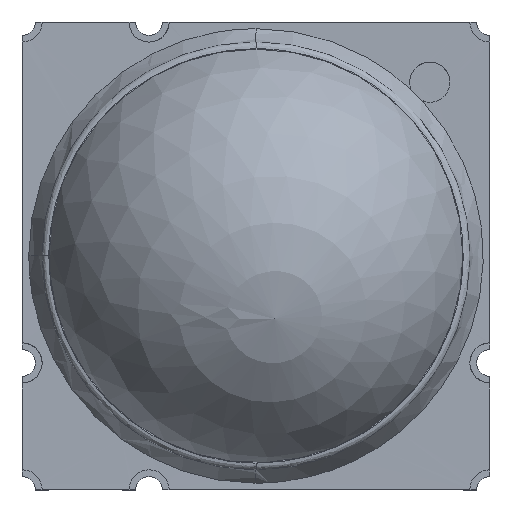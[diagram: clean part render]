
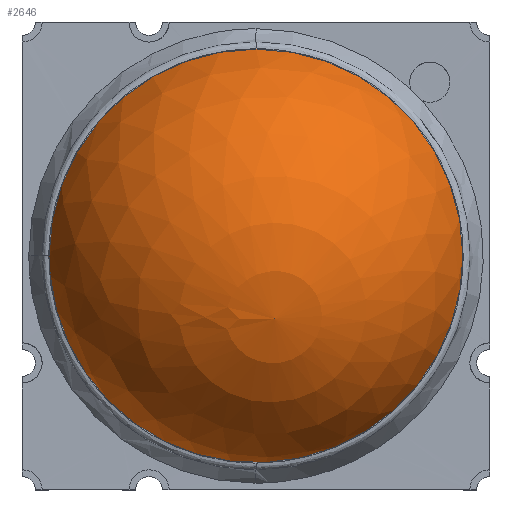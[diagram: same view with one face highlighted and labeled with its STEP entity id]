
A CAD part, top view. The second image highlights one B-rep face of the part: STEP entity #2646.
In plain terms, the highlighted spherical face has radius 3.25 mm.
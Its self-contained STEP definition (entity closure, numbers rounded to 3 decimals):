
#40=DIRECTION ( 'NONE',  ( 0., 0., -1. ) ) ;
#53=EDGE_LOOP ( 'NONE', ( #741, #2251 ) ) ;
#65=DIRECTION ( 'NONE',  ( 1., 0., 0. ) ) ;
#441=EDGE_CURVE ( 'NONE', #1929, #2958, #2950, .T. ) ;
#567=EDGE_CURVE ( 'NONE', #2958, #1929, #2950, .T. ) ;
#708=CARTESIAN_POINT ( 'NONE',  ( -3.092, 0., 1.502 ) ) ;
#741=ORIENTED_EDGE ( 'NONE', *, *, #567, .F. ) ;
#794=DIRECTION ( 'NONE',  ( -0.996, -0.025, 0.081 ) ) ;
#1052=CARTESIAN_POINT ( 'NONE',  ( 0., 0., 1.502 ) ) ;
#1545=CARTESIAN_POINT ( 'NONE',  ( 3.092, 0., 1.502 ) ) ;
#1629=AXIS2_PLACEMENT_3D ( 'NONE', #1828, #2806, #794 ) ;
#1828=CARTESIAN_POINT ( 'NONE',  ( 0., 0., 0.502 ) ) ;
#1929=VERTEX_POINT ( 'NONE', #708 ) ;
#1961=FACE_OUTER_BOUND ( 'NONE', #53, .T. ) ;
#2251=ORIENTED_EDGE ( 'NONE', *, *, #441, .F. ) ;
#2484=AXIS2_PLACEMENT_3D ( 'NONE', #1052, #40, #65 ) ;
#2496=SPHERICAL_SURFACE ( 'NONE', #1629, 3.25 ) ;
#2646=ADVANCED_FACE ( 'NONE', ( #1961 ), #2496, .T. ) ;
#2806=DIRECTION ( 'NONE',  ( 0.085, -0.29, 0.953 ) ) ;
#2950=CIRCLE ( 'NONE', #2484, 3.092 ) ;
#2958=VERTEX_POINT ( 'NONE', #1545 ) ;
